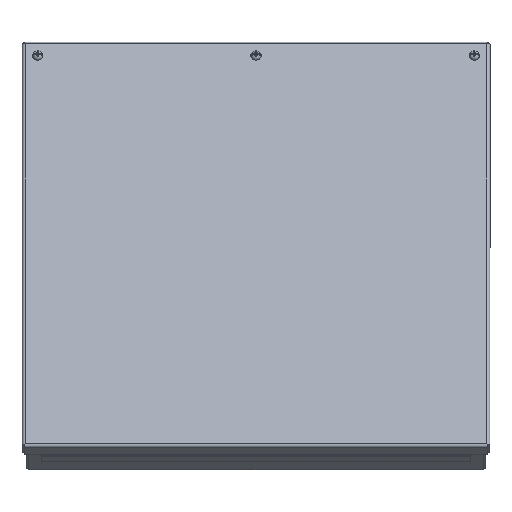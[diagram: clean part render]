
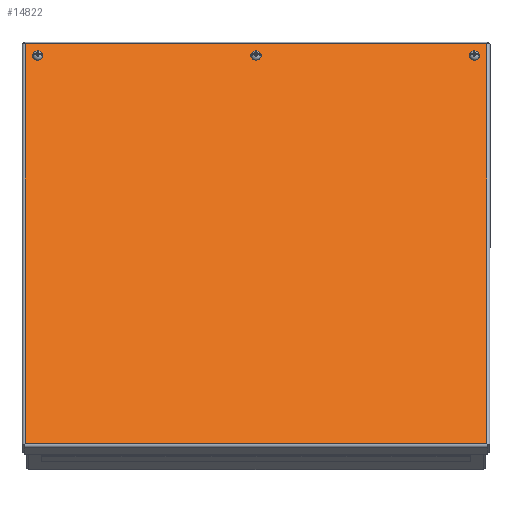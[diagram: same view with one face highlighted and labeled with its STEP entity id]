
A CAD part, front view. The second image highlights one B-rep face of the part: STEP entity #14822.
In plain terms, the highlighted planar face has unit normal (0, -0.866, 0.5).
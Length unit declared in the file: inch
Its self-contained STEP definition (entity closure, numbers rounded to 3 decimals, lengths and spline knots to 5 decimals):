
#109 = ORIENTED_EDGE ( 'NONE', *, *, #18003, .F. ) ;
#433 = DIRECTION ( 'NONE',  ( 0., 0.866, -0.5 ) ) ;
#450 = CARTESIAN_POINT ( 'NONE',  ( -8.0635, -11.35793, 0.91606 ) ) ;
#575 = ORIENTED_EDGE ( 'NONE', *, *, #11265, .T. ) ;
#713 = CARTESIAN_POINT ( 'NONE',  ( 0., -3.47493, 14.56982 ) ) ;
#878 = CARTESIAN_POINT ( 'NONE',  ( 8.1715, -3.29443, 14.88245 ) ) ;
#1131 = LINE ( 'NONE', #5836, #15309 ) ;
#1612 = DIRECTION ( 'NONE',  ( 0., 0.866, -0.5 ) ) ;
#1691 = CARTESIAN_POINT ( 'NONE',  ( 0., -3.53743, 14.46157 ) ) ;
#2500 = VERTEX_POINT ( 'NONE', #10993 ) ;
#2586 = CIRCLE ( 'NONE', #11711, 0.125 ) ;
#2727 = VERTEX_POINT ( 'NONE', #13751 ) ;
#2770 = DIRECTION ( 'NONE',  ( -1., 0., 0. ) ) ;
#2801 = AXIS2_PLACEMENT_3D ( 'NONE', #1691, #3411, #10858 ) ;
#3411 = DIRECTION ( 'NONE',  ( 0., 0.866, -0.5 ) ) ;
#3496 = VECTOR ( 'NONE', #16604, 39.37008 ) ;
#3517 = CIRCLE ( 'NONE', #9707, 0.125 ) ;
#3805 = ORIENTED_EDGE ( 'NONE', *, *, #16390, .F. ) ;
#3873 = DIRECTION ( 'NONE',  ( 0., -0.5, -0.866 ) ) ;
#4149 = AXIS2_PLACEMENT_3D ( 'NONE', #15296, #1612, #7541 ) ;
#4270 = ORIENTED_EDGE ( 'NONE', *, *, #14154, .F. ) ;
#5018 = FACE_BOUND ( 'NONE', #11853, .T. ) ;
#5191 = AXIS2_PLACEMENT_3D ( 'NONE', #13621, #10855, #10551 ) ;
#5364 = LINE ( 'NONE', #878, #3496 ) ;
#5422 = CIRCLE ( 'NONE', #16840, 0.125 ) ;
#5836 = CARTESIAN_POINT ( 'NONE',  ( 8.1715, -11.35793, 0.91606 ) ) ;
#5879 = VERTEX_POINT ( 'NONE', #10649 ) ;
#6108 = DIRECTION ( 'NONE',  ( 0., 0.866, -0.5 ) ) ;
#6170 = DIRECTION ( 'NONE',  ( 0., 0.5, 0.866 ) ) ;
#6548 = EDGE_CURVE ( 'NONE', #2500, #11150, #5422, .T. ) ;
#6636 = CARTESIAN_POINT ( 'NONE',  ( 7.625, -3.53743, 14.46157 ) ) ;
#6652 = CARTESIAN_POINT ( 'NONE',  ( 8.1715, -11.41193, 0.82253 ) ) ;
#7176 = DIRECTION ( 'NONE',  ( 0., 0.5, 0.866 ) ) ;
#7246 = LINE ( 'NONE', #8676, #11349 ) ;
#7359 = VERTEX_POINT ( 'NONE', #11283 ) ;
#7541 = DIRECTION ( 'NONE',  ( 0., 0.5, 0.866 ) ) ;
#7620 = ORIENTED_EDGE ( 'NONE', *, *, #6548, .T. ) ;
#8458 = EDGE_CURVE ( 'NONE', #17701, #19921, #14910, .T. ) ;
#8676 = CARTESIAN_POINT ( 'NONE',  ( 8.0635, -11.41193, 0.82253 ) ) ;
#8704 = ORIENTED_EDGE ( 'NONE', *, *, #20143, .T. ) ;
#8977 = CARTESIAN_POINT ( 'NONE',  ( -7.625, -3.53743, 14.46157 ) ) ;
#9114 = EDGE_CURVE ( 'NONE', #19921, #17701, #3517, .T. ) ;
#9565 = CARTESIAN_POINT ( 'NONE',  ( -7.625, -3.47493, 14.56982 ) ) ;
#9707 = AXIS2_PLACEMENT_3D ( 'NONE', #8977, #6108, #19901 ) ;
#9727 = FACE_BOUND ( 'NONE', #14491, .T. ) ;
#9752 = ORIENTED_EDGE ( 'NONE', *, *, #9114, .T. ) ;
#10153 = EDGE_LOOP ( 'NONE', ( #13508, #3805, #109, #4270 ) ) ;
#10222 = LINE ( 'NONE', #14736, #17281 ) ;
#10551 = DIRECTION ( 'NONE',  ( 0., 0.5, 0.866 ) ) ;
#10649 = CARTESIAN_POINT ( 'NONE',  ( 8.0635, -11.35793, 0.91606 ) ) ;
#10855 = DIRECTION ( 'NONE',  ( 0., 0.866, -0.5 ) ) ;
#10858 = DIRECTION ( 'NONE',  ( 0., 0.5, 0.866 ) ) ;
#10993 = CARTESIAN_POINT ( 'NONE',  ( 7.625, -3.59993, 14.35331 ) ) ;
#11150 = VERTEX_POINT ( 'NONE', #12103 ) ;
#11247 = FACE_OUTER_BOUND ( 'NONE', #10153, .T. ) ;
#11265 = EDGE_CURVE ( 'NONE', #12789, #15306, #11600, .T. ) ;
#11283 = CARTESIAN_POINT ( 'NONE',  ( 8.0635, -3.29443, 14.88245 ) ) ;
#11349 = VECTOR ( 'NONE', #3873, 39.37008 ) ;
#11532 = DIRECTION ( 'NONE',  ( 0., 0.866, -0.5 ) ) ;
#11600 = CIRCLE ( 'NONE', #2801, 0.125 ) ;
#11711 = AXIS2_PLACEMENT_3D ( 'NONE', #20147, #18621, #6170 ) ;
#11853 = EDGE_LOOP ( 'NONE', ( #8704, #7620 ) ) ;
#12103 = CARTESIAN_POINT ( 'NONE',  ( 7.625, -3.47493, 14.56982 ) ) ;
#12676 = CIRCLE ( 'NONE', #5191, 0.125 ) ;
#12789 = VERTEX_POINT ( 'NONE', #13044 ) ;
#12875 = DIRECTION ( 'NONE',  ( 0., -0.5, -0.866 ) ) ;
#13044 = CARTESIAN_POINT ( 'NONE',  ( 0., -3.59993, 14.35331 ) ) ;
#13247 = VERTEX_POINT ( 'NONE', #450 ) ;
#13508 = ORIENTED_EDGE ( 'NONE', *, *, #19147, .F. ) ;
#13621 = CARTESIAN_POINT ( 'NONE',  ( 0., -3.53743, 14.46157 ) ) ;
#13751 = CARTESIAN_POINT ( 'NONE',  ( -8.0635, -3.29443, 14.88245 ) ) ;
#13934 = ORIENTED_EDGE ( 'NONE', *, *, #8458, .T. ) ;
#14154 = EDGE_CURVE ( 'NONE', #2727, #7359, #5364, .T. ) ;
#14307 = EDGE_LOOP ( 'NONE', ( #9752, #13934 ) ) ;
#14435 = PLANE ( 'NONE',  #14935 ) ;
#14491 = EDGE_LOOP ( 'NONE', ( #17673, #575 ) ) ;
#14736 = CARTESIAN_POINT ( 'NONE',  ( -8.0635, -11.41193, 0.82253 ) ) ;
#14822 = ADVANCED_FACE ( 'NONE', ( #17293, #5018, #11247, #9727 ), #14435, .F. ) ;
#14910 = CIRCLE ( 'NONE', #4149, 0.125 ) ;
#14935 = AXIS2_PLACEMENT_3D ( 'NONE', #6652, #433, #12875 ) ;
#15296 = CARTESIAN_POINT ( 'NONE',  ( -7.625, -3.53743, 14.46157 ) ) ;
#15306 = VERTEX_POINT ( 'NONE', #713 ) ;
#15309 = VECTOR ( 'NONE', #2770, 39.37008 ) ;
#16390 = EDGE_CURVE ( 'NONE', #5879, #13247, #1131, .T. ) ;
#16604 = DIRECTION ( 'NONE',  ( 1., 0., 0. ) ) ;
#16840 = AXIS2_PLACEMENT_3D ( 'NONE', #6636, #11532, #19296 ) ;
#17281 = VECTOR ( 'NONE', #7176, 39.37008 ) ;
#17293 = FACE_BOUND ( 'NONE', #14307, .T. ) ;
#17673 = ORIENTED_EDGE ( 'NONE', *, *, #20043, .T. ) ;
#17701 = VERTEX_POINT ( 'NONE', #18375 ) ;
#18003 = EDGE_CURVE ( 'NONE', #7359, #5879, #7246, .T. ) ;
#18375 = CARTESIAN_POINT ( 'NONE',  ( -7.625, -3.59993, 14.35331 ) ) ;
#18621 = DIRECTION ( 'NONE',  ( 0., 0.866, -0.5 ) ) ;
#19147 = EDGE_CURVE ( 'NONE', #13247, #2727, #10222, .T. ) ;
#19296 = DIRECTION ( 'NONE',  ( 0., 0.5, 0.866 ) ) ;
#19901 = DIRECTION ( 'NONE',  ( 0., 0.5, 0.866 ) ) ;
#19921 = VERTEX_POINT ( 'NONE', #9565 ) ;
#20043 = EDGE_CURVE ( 'NONE', #15306, #12789, #12676, .T. ) ;
#20143 = EDGE_CURVE ( 'NONE', #11150, #2500, #2586, .T. ) ;
#20147 = CARTESIAN_POINT ( 'NONE',  ( 7.625, -3.53743, 14.46157 ) ) ;
